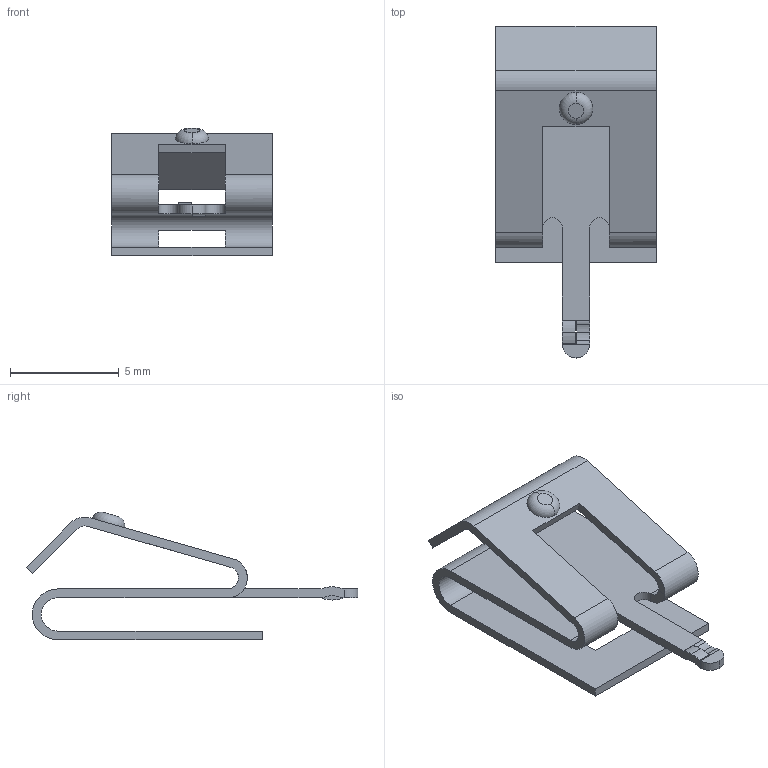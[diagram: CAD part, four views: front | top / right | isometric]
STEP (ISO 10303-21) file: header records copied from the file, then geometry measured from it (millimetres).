
FILE_DESCRIPTION (( 'STEP AP214' ), '1' );
FILE_NAME ('BK-6175.STEP', '2023-11-02T20:03:09', ( '' ), ( '' ), 'SwSTEP 2.0', 'SolidWorks 2021', '' );
FILE_SCHEMA (( 'AUTOMOTIVE_DESIGN' ));
Length unit declared in the file: inch
Products named in the file (1): BK-6175
Bounding box: 7.37 x 15.24 x 5.87 mm (x, y, z)
Volume: 81.7 mm3; surface area: 456.4 mm2
Topology: 1 solids, 1 shells, 62 faces, 179 edges, 114 vertices
Faces by surface type: plane 32, cylinder 28, torus 2
Entity records: 2097 total; most frequent: DIRECTION 375, ORIENTED_EDGE 358, CARTESIAN_POINT 356, EDGE_CURVE 179, AXIS2_PLACEMENT_3D 133, VERTEX_POINT 114, LINE 109, VECTOR 109
